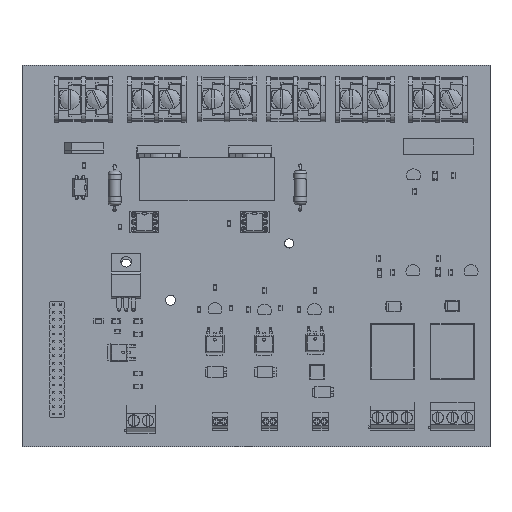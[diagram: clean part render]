
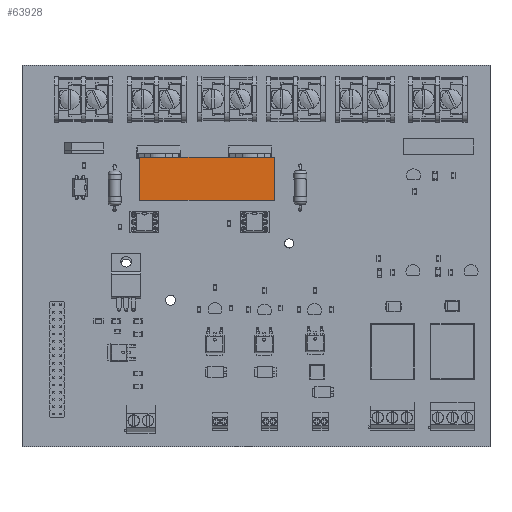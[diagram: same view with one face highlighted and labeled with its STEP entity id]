
A CAD part, top view. The second image highlights one B-rep face of the part: STEP entity #63928.
In plain terms, the highlighted face is planar.
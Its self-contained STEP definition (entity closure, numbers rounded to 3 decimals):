
#62950 = VERTEX_POINT('',#62951);
#62951 = CARTESIAN_POINT('',(24.474,28.,0.));
#62968 = VERTEX_POINT('',#62969);
#62969 = CARTESIAN_POINT('',(-22.526,28.,0.));
#62975 = EDGE_CURVE('',#62950,#62968,#62976,.T.);
#62976 = LINE('',#62977,#62978);
#62977 = CARTESIAN_POINT('',(0.974,28.,0.));
#62978 = VECTOR('',#62979,1.);
#62979 = DIRECTION('',(-1.,0.,0.));
#63625 = VERTEX_POINT('',#63626);
#63626 = CARTESIAN_POINT('',(-22.526,28.,15.));
#63632 = EDGE_CURVE('',#63625,#62968,#63633,.T.);
#63633 = LINE('',#63634,#63635);
#63634 = CARTESIAN_POINT('',(-22.526,28.,15.));
#63635 = VECTOR('',#63636,1.);
#63636 = DIRECTION('',(0.,0.,-1.));
#63910 = EDGE_CURVE('',#63911,#62950,#63913,.T.);
#63911 = VERTEX_POINT('',#63912);
#63912 = CARTESIAN_POINT('',(24.474,28.,15.));
#63913 = LINE('',#63914,#63915);
#63914 = CARTESIAN_POINT('',(24.474,28.,15.));
#63915 = VECTOR('',#63916,1.);
#63916 = DIRECTION('',(0.,0.,-1.));
#63928 = ADVANCED_FACE('',(#63929),#63940,.F.);
#63929 = FACE_BOUND('',#63930,.T.);
#63930 = EDGE_LOOP('',(#63931,#63932,#63933,#63939));
#63931 = ORIENTED_EDGE('',*,*,#62975,.T.);
#63932 = ORIENTED_EDGE('',*,*,#63632,.F.);
#63933 = ORIENTED_EDGE('',*,*,#63934,.F.);
#63934 = EDGE_CURVE('',#63911,#63625,#63935,.T.);
#63935 = LINE('',#63936,#63937);
#63936 = CARTESIAN_POINT('',(0.974,28.,15.));
#63937 = VECTOR('',#63938,1.);
#63938 = DIRECTION('',(-1.,0.,0.));
#63939 = ORIENTED_EDGE('',*,*,#63910,.T.);
#63940 = PLANE('',#63941);
#63941 = AXIS2_PLACEMENT_3D('',#63942,#63943,#63944);
#63942 = CARTESIAN_POINT('',(0.974,28.,15.));
#63943 = DIRECTION('',(0.,-1.,0.));
#63944 = DIRECTION('',(1.,0.,0.));
